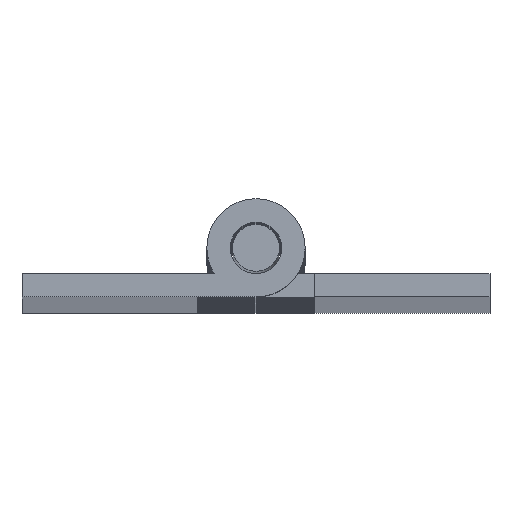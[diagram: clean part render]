
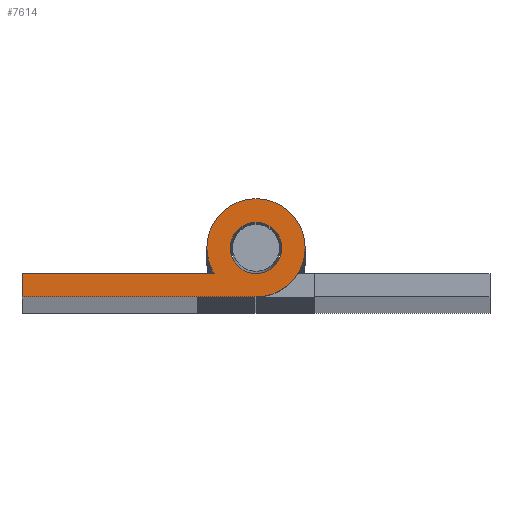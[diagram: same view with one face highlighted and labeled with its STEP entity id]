
A CAD part, top view. The second image highlights one B-rep face of the part: STEP entity #7614.
In plain terms, the highlighted planar face has unit normal (0, 0, 1).
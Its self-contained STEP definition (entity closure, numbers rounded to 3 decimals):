
#661 = DIRECTION ( 'NONE',  ( 1., 0., 0. ) ) ;
#662 = VECTOR ( 'NONE', #661, 1000. ) ;
#663 = CARTESIAN_POINT ( 'NONE',  ( 0., -6.3, 600. ) ) ;
#664 = LINE ( 'NONE', #663, #662 ) ;
#665 = CARTESIAN_POINT ( 'NONE',  ( -30., -6.3, 600. ) ) ;
#666 = DIRECTION ( 'NONE',  ( 0., -1., 0. ) ) ;
#667 = VECTOR ( 'NONE', #666, 1000. ) ;
#668 = CARTESIAN_POINT ( 'NONE',  ( -30., -6.3, 600. ) ) ;
#669 = LINE ( 'NONE', #668, #667 ) ;
#670 = CARTESIAN_POINT ( 'NONE',  ( -30., -3.3, 600. ) ) ;
#671 = DIRECTION ( 'NONE',  ( -1., 0., 0. ) ) ;
#672 = VECTOR ( 'NONE', #671, 1000. ) ;
#673 = CARTESIAN_POINT ( 'NONE',  ( -30., -3.3, 600. ) ) ;
#674 = LINE ( 'NONE', #673, #672 ) ;
#692 = DIRECTION ( 'NONE',  ( 1., 0., 0. ) ) ;
#693 = DIRECTION ( 'NONE',  ( 0., 0., 1. ) ) ;
#694 = CARTESIAN_POINT ( 'NONE',  ( 0., 0., 600. ) ) ;
#695 = AXIS2_PLACEMENT_3D ( 'NONE', #694, #693, #692 ) ;
#696 = PLANE ( 'NONE',  #695 ) ;
#697 = FACE_BOUND ( 'NONE', #7600, .T. ) ;
#698 = FACE_OUTER_BOUND ( 'NONE', #7588, .T. ) ;
#6994 = EDGE_CURVE ( 'NONE', #6995, #6996, #16201, .T. ) ;
#6995 = VERTEX_POINT ( 'NONE', #16193 ) ;
#6996 = VERTEX_POINT ( 'NONE', #16192 ) ;
#7032 = EDGE_CURVE ( 'NONE', #7033, #7064, #16244, .T. ) ;
#7033 = VERTEX_POINT ( 'NONE', #16240 ) ;
#7049 = EDGE_CURVE ( 'NONE', #7065, #7050, #16275, .T. ) ;
#7050 = VERTEX_POINT ( 'NONE', #16328 ) ;
#7063 = EDGE_CURVE ( 'NONE', #7064, #7065, #16309, .T. ) ;
#7064 = VERTEX_POINT ( 'NONE', #16300 ) ;
#7065 = VERTEX_POINT ( 'NONE', #16299 ) ;
#7096 = EDGE_CURVE ( 'NONE', #6996, #6995, #16362, .T. ) ;
#7588 = EDGE_LOOP ( 'NONE', ( #7589, #7590, #7591, #7592, #7595, #7598 ) ) ;
#7589 = ORIENTED_EDGE ( 'NONE', *, *, #7032, .T. ) ;
#7590 = ORIENTED_EDGE ( 'NONE', *, *, #7063, .T. ) ;
#7591 = ORIENTED_EDGE ( 'NONE', *, *, #7049, .T. ) ;
#7592 = ORIENTED_EDGE ( 'NONE', *, *, #7593, .T. ) ;
#7593 = EDGE_CURVE ( 'NONE', #7050, #7594, #674, .T. ) ;
#7594 = VERTEX_POINT ( 'NONE', #670 ) ;
#7595 = ORIENTED_EDGE ( 'NONE', *, *, #7596, .T. ) ;
#7596 = EDGE_CURVE ( 'NONE', #7594, #7597, #669, .T. ) ;
#7597 = VERTEX_POINT ( 'NONE', #665 ) ;
#7598 = ORIENTED_EDGE ( 'NONE', *, *, #7599, .T. ) ;
#7599 = EDGE_CURVE ( 'NONE', #7597, #7033, #664, .T. ) ;
#7600 = EDGE_LOOP ( 'NONE', ( #7601, #7657 ) ) ;
#7601 = ORIENTED_EDGE ( 'NONE', *, *, #6994, .F. ) ;
#7614 = ADVANCED_FACE ( 'NONE', ( #698, #697 ), #696, .T. ) ;
#7657 = ORIENTED_EDGE ( 'NONE', *, *, #7096, .F. ) ;
#16192 = CARTESIAN_POINT ( 'NONE',  ( 3.3, 0., 600. ) ) ;
#16193 = CARTESIAN_POINT ( 'NONE',  ( -3.3, 0., 600. ) ) ;
#16194 = DIRECTION ( 'NONE',  ( 1., 0., 0. ) ) ;
#16195 = DIRECTION ( 'NONE',  ( 0., 0., 1. ) ) ;
#16196 = CARTESIAN_POINT ( 'NONE',  ( 0., 0., 600. ) ) ;
#16197 = AXIS2_PLACEMENT_3D ( 'NONE', #16196, #16195, #16194 ) ;
#16201 = CIRCLE ( 'NONE', #16197, 3.3 ) ;
#16240 = CARTESIAN_POINT ( 'NONE',  ( 0., -6.3, 600. ) ) ;
#16241 = DIRECTION ( 'NONE',  ( 1., 0., 0. ) ) ;
#16242 = DIRECTION ( 'NONE',  ( 0., 0., 1. ) ) ;
#16243 = AXIS2_PLACEMENT_3D ( 'NONE', #16248, #16242, #16241 ) ;
#16244 = CIRCLE ( 'NONE', #16243, 6.3 ) ;
#16248 = CARTESIAN_POINT ( 'NONE',  ( 0., 0., 600. ) ) ;
#16267 = DIRECTION ( 'NONE',  ( 1., 0., 0. ) ) ;
#16268 = DIRECTION ( 'NONE',  ( 0., 0., 1. ) ) ;
#16269 = CARTESIAN_POINT ( 'NONE',  ( 0., 0., 600. ) ) ;
#16270 = AXIS2_PLACEMENT_3D ( 'NONE', #16269, #16268, #16267 ) ;
#16275 = CIRCLE ( 'NONE', #16270, 6.3 ) ;
#16299 = CARTESIAN_POINT ( 'NONE',  ( -6.3, 0., 600. ) ) ;
#16300 = CARTESIAN_POINT ( 'NONE',  ( 6.3, 0., 600. ) ) ;
#16301 = DIRECTION ( 'NONE',  ( 1., 0., 0. ) ) ;
#16302 = DIRECTION ( 'NONE',  ( 0., 0., 1. ) ) ;
#16303 = CARTESIAN_POINT ( 'NONE',  ( 0., 0., 600. ) ) ;
#16304 = AXIS2_PLACEMENT_3D ( 'NONE', #16303, #16302, #16301 ) ;
#16309 = CIRCLE ( 'NONE', #16304, 6.3 ) ;
#16328 = CARTESIAN_POINT ( 'NONE',  ( -5.367, -3.3, 600. ) ) ;
#16359 = DIRECTION ( 'NONE',  ( 1., 0., 0. ) ) ;
#16360 = DIRECTION ( 'NONE',  ( 0., 0., 1. ) ) ;
#16361 = AXIS2_PLACEMENT_3D ( 'NONE', #16367, #16360, #16359 ) ;
#16362 = CIRCLE ( 'NONE', #16361, 3.3 ) ;
#16367 = CARTESIAN_POINT ( 'NONE',  ( 0., 0., 600. ) ) ;
